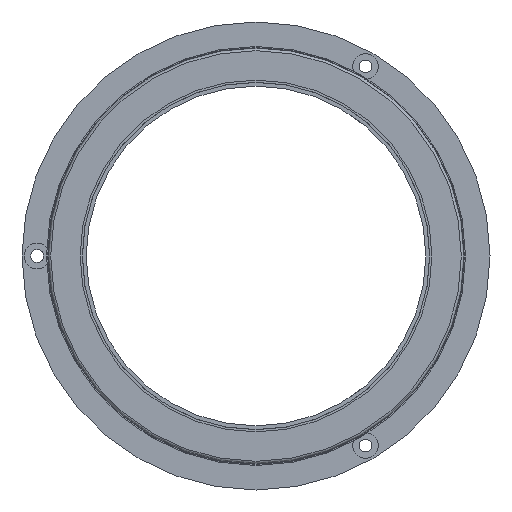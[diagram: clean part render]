
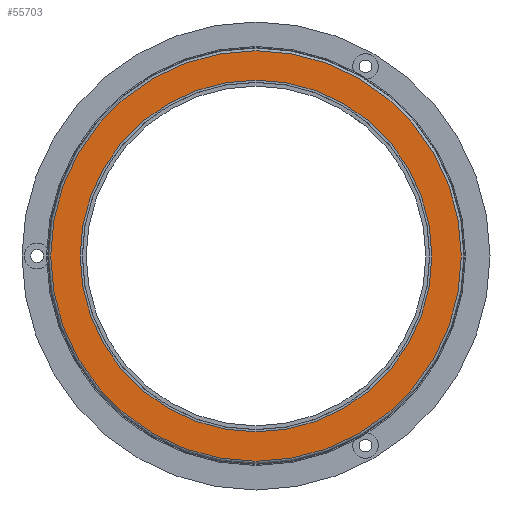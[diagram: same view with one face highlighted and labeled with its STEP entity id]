
A CAD part, left-side view. The second image highlights one B-rep face of the part: STEP entity #55703.
In plain terms, the highlighted planar face has unit normal (-1, 0, 0).
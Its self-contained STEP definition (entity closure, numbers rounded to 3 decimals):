
#463 = VERTEX_POINT ( 'NONE', #14858 ) ;
#1079 = DIRECTION ( 'NONE',  ( 0., -1., 0. ) ) ;
#1691 = PLANE ( 'NONE',  #4906 ) ;
#4906 = AXIS2_PLACEMENT_3D ( 'NONE', #49986, #35856, #1079 ) ;
#14858 = CARTESIAN_POINT ( 'NONE',  ( -1., 27.2, 0. ) ) ;
#16260 = EDGE_LOOP ( 'NONE', ( #41632 ) ) ;
#18192 = AXIS2_PLACEMENT_3D ( 'NONE', #30376, #35374, #54226 ) ;
#20202 = FACE_BOUND ( 'NONE', #32852, .T. ) ;
#21153 = CIRCLE ( 'NONE', #18192, 23.3 ) ;
#21232 = EDGE_CURVE ( 'NONE', #33670, #33670, #21153, .T. ) ;
#22872 = AXIS2_PLACEMENT_3D ( 'NONE', #38487, #38776, #30000 ) ;
#28881 = CIRCLE ( 'NONE', #22872, 27.2 ) ;
#30000 = DIRECTION ( 'NONE',  ( 0., 1., 0. ) ) ;
#30376 = CARTESIAN_POINT ( 'NONE',  ( -1., 0., 0. ) ) ;
#32852 = EDGE_LOOP ( 'NONE', ( #44081 ) ) ;
#33670 = VERTEX_POINT ( 'NONE', #56641 ) ;
#35374 = DIRECTION ( 'NONE',  ( 1., 0., 0. ) ) ;
#35856 = DIRECTION ( 'NONE',  ( -1., 0., 0. ) ) ;
#38487 = CARTESIAN_POINT ( 'NONE',  ( -1., 0., 0. ) ) ;
#38776 = DIRECTION ( 'NONE',  ( 1., 0., 0. ) ) ;
#41632 = ORIENTED_EDGE ( 'NONE', *, *, #51333, .F. ) ;
#44081 = ORIENTED_EDGE ( 'NONE', *, *, #21232, .T. ) ;
#44610 = FACE_OUTER_BOUND ( 'NONE', #16260, .T. ) ;
#49986 = CARTESIAN_POINT ( 'NONE',  ( -1., 23.3, 0. ) ) ;
#51333 = EDGE_CURVE ( 'NONE', #463, #463, #28881, .T. ) ;
#54226 = DIRECTION ( 'NONE',  ( 0., 1., 0. ) ) ;
#55703 = ADVANCED_FACE ( 'NONE', ( #20202, #44610 ), #1691, .T. ) ;
#56641 = CARTESIAN_POINT ( 'NONE',  ( -1., 23.3, 0. ) ) ;
